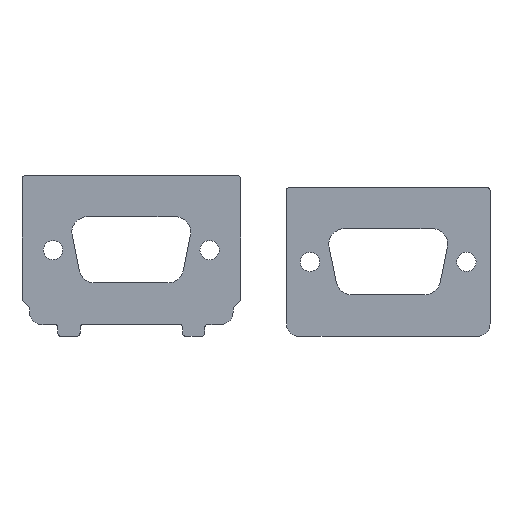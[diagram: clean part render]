
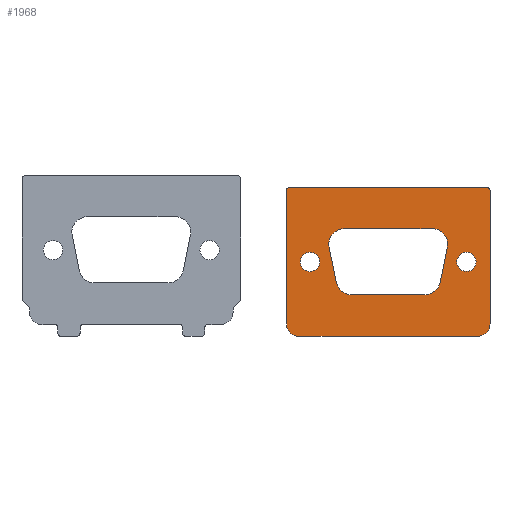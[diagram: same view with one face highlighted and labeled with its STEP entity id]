
A CAD part, top view. The second image highlights one B-rep face of the part: STEP entity #1968.
In plain terms, the highlighted planar face has unit normal (0, 0, 1).
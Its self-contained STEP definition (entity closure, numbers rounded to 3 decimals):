
#1579=CARTESIAN_POINT('',(12.575,0.,1.));
#1580=DIRECTION('',(0.,0.,1.));
#1581=DIRECTION('',(1.,0.,0.));
#1582=AXIS2_PLACEMENT_3D('',#1579,#1580,#1581);
#1584=CARTESIAN_POINT('',(12.575,0.,1.));
#1585=DIRECTION('',(0.,0.,1.));
#1586=DIRECTION('',(-1.,0.,0.));
#1587=AXIS2_PLACEMENT_3D('',#1584,#1585,#1586);
#1589=CARTESIAN_POINT('',(-12.575,0.,1.));
#1590=DIRECTION('',(0.,0.,1.));
#1591=DIRECTION('',(1.,0.,0.));
#1592=AXIS2_PLACEMENT_3D('',#1589,#1590,#1591);
#1594=CARTESIAN_POINT('',(-12.575,0.,1.));
#1595=DIRECTION('',(0.,0.,1.));
#1596=DIRECTION('',(-1.,0.,0.));
#1597=AXIS2_PLACEMENT_3D('',#1594,#1595,#1596);
#1599=CARTESIAN_POINT('',(-7.05,2.865,1.));
#1600=DIRECTION('',(0.,0.,1.));
#1601=DIRECTION('',(0.,1.,0.));
#1602=AXIS2_PLACEMENT_3D('',#1599,#1600,#1601);
#1604=DIRECTION('',(0.2,-0.98,0.));
#1605=VECTOR('',#1604,5.746);
#1606=CARTESIAN_POINT('',(-9.499,2.365,1.));
#1607=LINE('',#1606,#1605);
#1608=CARTESIAN_POINT('',(-5.901,-2.765,1.));
#1609=DIRECTION('',(0.,0.,1.));
#1610=DIRECTION('',(-0.98,-0.2,0.));
#1611=AXIS2_PLACEMENT_3D('',#1608,#1609,#1610);
#1613=DIRECTION('',(1.,0.,0.));
#1614=VECTOR('',#1613,11.801);
#1615=CARTESIAN_POINT('',(-5.901,-5.265,1.));
#1616=LINE('',#1615,#1614);
#1617=CARTESIAN_POINT('',(5.901,-2.765,1.));
#1618=DIRECTION('',(0.,0.,1.));
#1619=DIRECTION('',(0.,-1.,0.));
#1620=AXIS2_PLACEMENT_3D('',#1617,#1618,#1619);
#1622=DIRECTION('',(0.2,0.98,0.));
#1623=VECTOR('',#1622,5.746);
#1624=CARTESIAN_POINT('',(8.35,-3.265,1.));
#1625=LINE('',#1624,#1623);
#1626=CARTESIAN_POINT('',(7.05,2.865,1.));
#1627=DIRECTION('',(0.,0.,1.));
#1628=DIRECTION('',(0.98,-0.2,0.));
#1629=AXIS2_PLACEMENT_3D('',#1626,#1627,#1628);
#1631=DIRECTION('',(-1.,0.,0.));
#1632=VECTOR('',#1631,14.1);
#1633=CARTESIAN_POINT('',(7.05,5.365,1.));
#1634=LINE('',#1633,#1632);
#1635=CARTESIAN_POINT('',(15.86,11.48,1.));
#1636=DIRECTION('',(0.,0.,1.));
#1637=DIRECTION('',(1.,0.,0.));
#1638=AXIS2_PLACEMENT_3D('',#1635,#1636,#1637);
#1640=CARTESIAN_POINT('',(14.36,-9.97,1.));
#1641=DIRECTION('',(0.,0.,1.));
#1642=DIRECTION('',(0.,-1.,0.));
#1643=AXIS2_PLACEMENT_3D('',#1640,#1641,#1642);
#1645=CARTESIAN_POINT('',(-14.36,-9.97,1.));
#1646=DIRECTION('',(0.,0.,1.));
#1647=DIRECTION('',(-1.,0.,0.));
#1648=AXIS2_PLACEMENT_3D('',#1645,#1646,#1647);
#1650=CARTESIAN_POINT('',(-15.86,11.48,1.));
#1651=DIRECTION('',(0.,0.,1.));
#1652=DIRECTION('',(0.,1.,0.));
#1653=AXIS2_PLACEMENT_3D('',#1650,#1651,#1652);
#1655=DIRECTION('',(-1.,0.,0.));
#1656=VECTOR('',#1655,31.72);
#1657=CARTESIAN_POINT('',(15.86,11.98,1.));
#1658=LINE('',#1657,#1656);
#1711=DIRECTION('',(0.,1.,0.));
#1712=VECTOR('',#1711,21.45);
#1713=CARTESIAN_POINT('',(16.36,-9.97,1.));
#1714=LINE('',#1713,#1712);
#1723=DIRECTION('',(1.,0.,0.));
#1724=VECTOR('',#1723,28.72);
#1725=CARTESIAN_POINT('',(-14.36,-11.97,1.));
#1726=LINE('',#1725,#1724);
#1735=DIRECTION('',(0.,-1.,0.));
#1736=VECTOR('',#1735,21.45);
#1737=CARTESIAN_POINT('',(-16.36,11.48,1.));
#1738=LINE('',#1737,#1736);
#1759=CARTESIAN_POINT('',(14.36,-11.97,1.));
#1760=VERTEX_POINT('',#1759);
#1761=CARTESIAN_POINT('',(16.36,-9.97,1.));
#1762=VERTEX_POINT('',#1761);
#1767=CARTESIAN_POINT('',(-16.36,-9.97,1.));
#1768=VERTEX_POINT('',#1767);
#1769=CARTESIAN_POINT('',(-14.36,-11.97,1.));
#1770=VERTEX_POINT('',#1769);
#1795=CARTESIAN_POINT('',(14.125,0.,1.));
#1796=CARTESIAN_POINT('',(11.025,0.,1.));
#1797=VERTEX_POINT('',#1795);
#1798=VERTEX_POINT('',#1796);
#1799=CARTESIAN_POINT('',(-11.025,0.,1.));
#1800=CARTESIAN_POINT('',(-14.125,0.,1.));
#1801=VERTEX_POINT('',#1799);
#1802=VERTEX_POINT('',#1800);
#1803=CARTESIAN_POINT('',(-7.05,5.365,1.));
#1804=CARTESIAN_POINT('',(-9.499,2.365,1.));
#1805=VERTEX_POINT('',#1803);
#1806=VERTEX_POINT('',#1804);
#1807=CARTESIAN_POINT('',(-8.35,-3.265,1.));
#1808=VERTEX_POINT('',#1807);
#1809=CARTESIAN_POINT('',(-5.901,-5.265,1.));
#1810=VERTEX_POINT('',#1809);
#1811=CARTESIAN_POINT('',(5.901,-5.265,1.));
#1812=VERTEX_POINT('',#1811);
#1813=CARTESIAN_POINT('',(8.35,-3.265,1.));
#1814=VERTEX_POINT('',#1813);
#1815=CARTESIAN_POINT('',(9.499,2.365,1.));
#1816=VERTEX_POINT('',#1815);
#1817=CARTESIAN_POINT('',(7.05,5.365,1.));
#1818=VERTEX_POINT('',#1817);
#1823=CARTESIAN_POINT('',(16.36,11.48,1.));
#1824=VERTEX_POINT('',#1823);
#1825=CARTESIAN_POINT('',(15.86,11.98,1.));
#1826=VERTEX_POINT('',#1825);
#1827=CARTESIAN_POINT('',(-15.86,11.98,1.));
#1828=CARTESIAN_POINT('',(-16.36,11.48,1.));
#1829=VERTEX_POINT('',#1827);
#1830=VERTEX_POINT('',#1828);
#1917=CARTESIAN_POINT('',(0.,0.,1.));
#1918=DIRECTION('',(0.,0.,1.));
#1919=DIRECTION('',(1.,0.,0.));
#1920=AXIS2_PLACEMENT_3D('',#1917,#1918,#1919);
#1921=PLANE('',#1920);
#1923=ORIENTED_EDGE('',*,*,#1922,.F.);
#1925=ORIENTED_EDGE('',*,*,#1924,.F.);
#1927=ORIENTED_EDGE('',*,*,#1926,.F.);
#1929=ORIENTED_EDGE('',*,*,#1928,.F.);
#1931=ORIENTED_EDGE('',*,*,#1930,.F.);
#1933=ORIENTED_EDGE('',*,*,#1932,.F.);
#1935=ORIENTED_EDGE('',*,*,#1934,.F.);
#1937=ORIENTED_EDGE('',*,*,#1936,.F.);
#1938=EDGE_LOOP('',(#1923,#1925,#1927,#1929,#1931,#1933,#1935,#1937));
#1939=FACE_OUTER_BOUND('',#1938,.F.);
#1941=ORIENTED_EDGE('',*,*,#1940,.T.);
#1943=ORIENTED_EDGE('',*,*,#1942,.T.);
#1944=EDGE_LOOP('',(#1941,#1943));
#1945=FACE_BOUND('',#1944,.F.);
#1947=ORIENTED_EDGE('',*,*,#1946,.T.);
#1949=ORIENTED_EDGE('',*,*,#1948,.T.);
#1951=ORIENTED_EDGE('',*,*,#1950,.T.);
#1953=ORIENTED_EDGE('',*,*,#1952,.T.);
#1955=ORIENTED_EDGE('',*,*,#1954,.T.);
#1957=ORIENTED_EDGE('',*,*,#1956,.T.);
#1959=ORIENTED_EDGE('',*,*,#1958,.T.);
#1961=ORIENTED_EDGE('',*,*,#1960,.T.);
#1962=EDGE_LOOP('',(#1947,#1949,#1951,#1953,#1955,#1957,#1959,#1961));
#1963=FACE_BOUND('',#1962,.F.);
#1964=ORIENTED_EDGE('',*,*,#1897,.T.);
#1965=ORIENTED_EDGE('',*,*,#1911,.T.);
#1966=EDGE_LOOP('',(#1964,#1965));
#1967=FACE_BOUND('',#1966,.F.);
#1968=ADVANCED_FACE('',(#1939,#1945,#1963,#1967),#1921,.T.);
#1583=CIRCLE('',#1582,1.55);
#1588=CIRCLE('',#1587,1.55);
#1593=CIRCLE('',#1592,1.55);
#1598=CIRCLE('',#1597,1.55);
#1603=CIRCLE('',#1602,2.5);
#1612=CIRCLE('',#1611,2.5);
#1621=CIRCLE('',#1620,2.5);
#1630=CIRCLE('',#1629,2.5);
#1639=CIRCLE('',#1638,0.5);
#1644=CIRCLE('',#1643,2.);
#1649=CIRCLE('',#1648,2.);
#1654=CIRCLE('',#1653,0.5);
#1897=EDGE_CURVE('',#1797,#1798,#1583,.T.);
#1911=EDGE_CURVE('',#1798,#1797,#1588,.T.);
#1922=EDGE_CURVE('',#1824,#1826,#1639,.T.);
#1924=EDGE_CURVE('',#1762,#1824,#1714,.T.);
#1926=EDGE_CURVE('',#1760,#1762,#1644,.T.);
#1928=EDGE_CURVE('',#1770,#1760,#1726,.T.);
#1930=EDGE_CURVE('',#1768,#1770,#1649,.T.);
#1932=EDGE_CURVE('',#1830,#1768,#1738,.T.);
#1934=EDGE_CURVE('',#1829,#1830,#1654,.T.);
#1936=EDGE_CURVE('',#1826,#1829,#1658,.T.);
#1940=EDGE_CURVE('',#1801,#1802,#1593,.T.);
#1942=EDGE_CURVE('',#1802,#1801,#1598,.T.);
#1946=EDGE_CURVE('',#1805,#1806,#1603,.T.);
#1948=EDGE_CURVE('',#1806,#1808,#1607,.T.);
#1950=EDGE_CURVE('',#1808,#1810,#1612,.T.);
#1952=EDGE_CURVE('',#1810,#1812,#1616,.T.);
#1954=EDGE_CURVE('',#1812,#1814,#1621,.T.);
#1956=EDGE_CURVE('',#1814,#1816,#1625,.T.);
#1958=EDGE_CURVE('',#1816,#1818,#1630,.T.);
#1960=EDGE_CURVE('',#1818,#1805,#1634,.T.);
